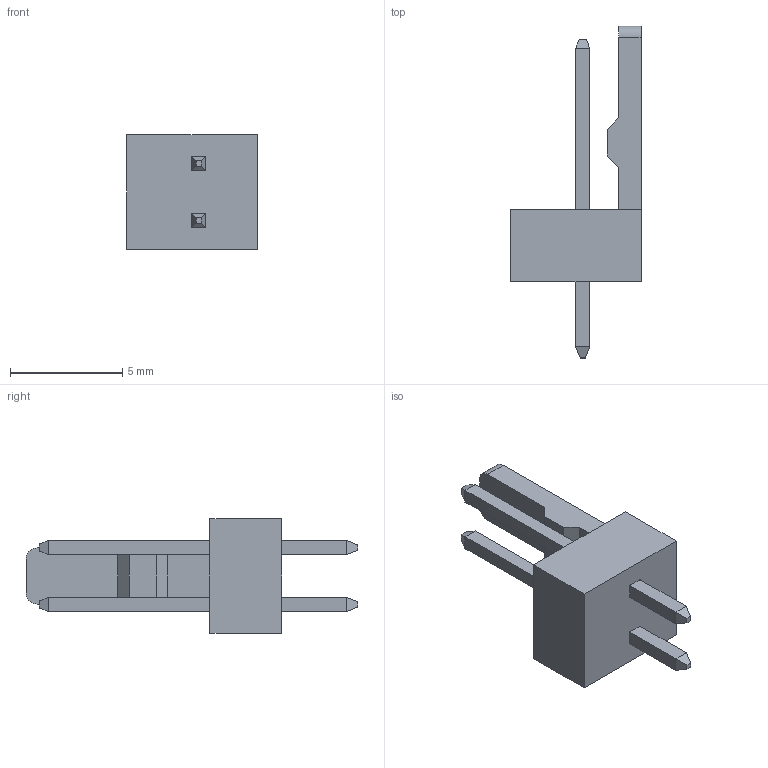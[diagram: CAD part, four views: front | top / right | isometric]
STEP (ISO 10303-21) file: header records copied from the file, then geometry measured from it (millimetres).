
FILE_DESCRIPTION (( 'STEP AP214' ), '1' );
FILE_NAME ('molex2pin.STEP', '2017-05-30T10:37:05', ( '' ), ( '' ), 'SwSTEP 2.0', 'SolidWorks 2016', '' );
FILE_SCHEMA (( 'AUTOMOTIVE_DESIGN' ));
Length unit declared in the file: millimetre
Products named in the file (3): contact; molex_lock_2pin; molex2pin
Assembly tree (3 placements, depth 2):
  molex2pin
    molex_lock_2pin
    contact  x2
Bounding box: 5.8 x 14.8 x 5.12 mm (x, y, z)
Volume: 126.2 mm3; surface area: 275.5 mm2
Topology: 3 solids, 3 shells, 52 faces, 122 edges, 76 vertices
Faces by surface type: plane 50, cylinder 2
Entity records: 1224 total; most frequent: CARTESIAN_POINT 198, ORIENTED_EDGE 188, DIRECTION 186, EDGE_CURVE 94, LINE 90, VECTOR 90, VERTEX_POINT 60, AXIS2_PLACEMENT_3D 48
